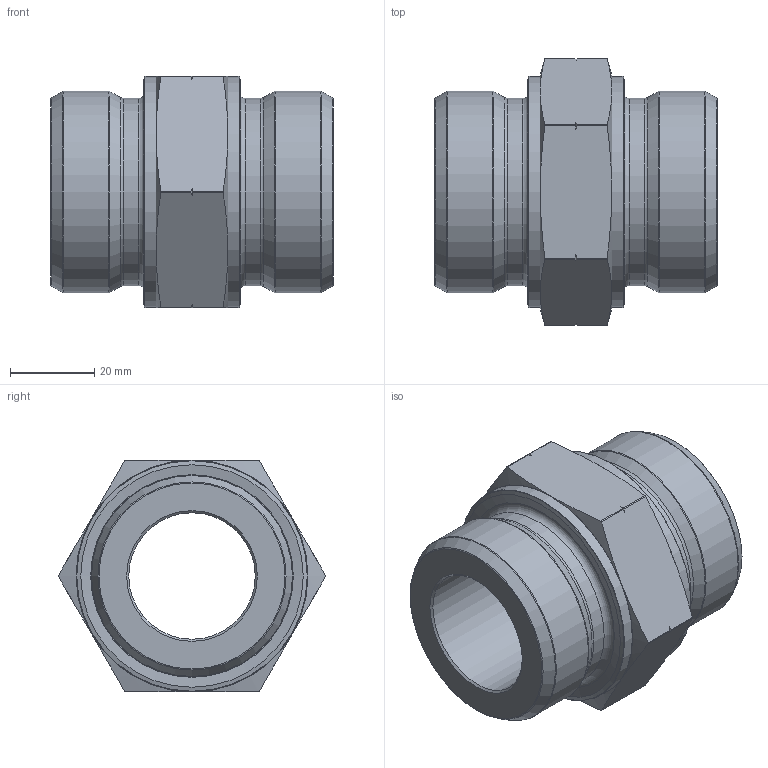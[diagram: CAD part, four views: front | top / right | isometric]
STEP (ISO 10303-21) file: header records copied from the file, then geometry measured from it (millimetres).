
FILE_DESCRIPTION(/* description */ (''),/* implementation_level */ '2;1');
FILE_NAME(/* name */ 'DN38.stp',/* time_stamp */ '2025-01-07T08:29:02+01:00',/* author */ (''),/* organization */ (''),/* preprocessor_version */ 'ST-DEVELOPER v16',/* originating_system */ 'SIEMENS PLM Software NX 10.0',/* authorisation */ '');
FILE_SCHEMA (('CONFIG_CONTROL_DESIGN'));
Length unit declared in the file: millimetre
Products named in the file (1): X-DN11-2
Bounding box: 67 x 63.42 x 55 mm (x, y, z)
Volume: 85912 mm3; surface area: 20736.7 mm2
Topology: 1 solids, 1 shells, 75 faces, 180 edges, 109 vertices
Faces by surface type: cone 34, cylinder 19, torus 12, plane 10
Full cylindrical faces by diameter (mm): 30 x1, 44.4 x2, 47.8 x2, 54.8 x2
Entity records: 2326 total; most frequent: CARTESIAN_POINT 758, ORIENTED_EDGE 292, DIRECTION 276, EDGE_CURVE 146, AXIS2_PLACEMENT_3D 126, EDGE_LOOP 108, VERTEX_POINT 104, ADVANCED_FACE 75
